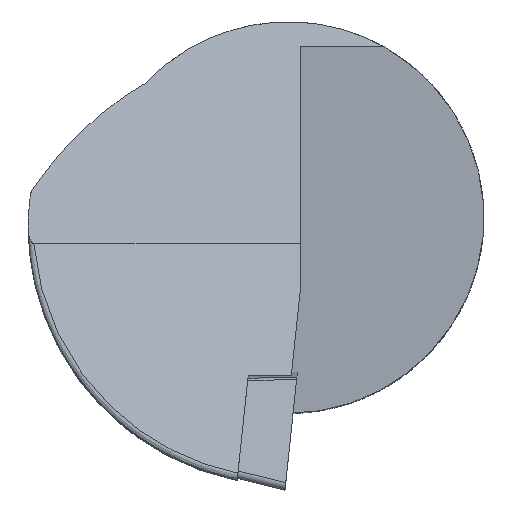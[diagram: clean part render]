
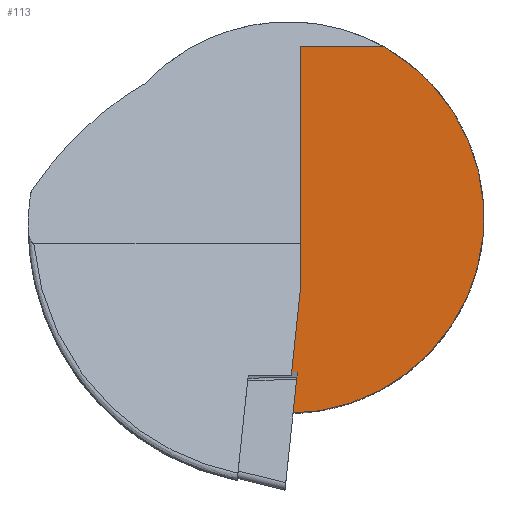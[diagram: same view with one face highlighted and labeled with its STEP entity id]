
A CAD part, top view. The second image highlights one B-rep face of the part: STEP entity #113.
In plain terms, the highlighted planar face has unit normal (0, 0, 1).
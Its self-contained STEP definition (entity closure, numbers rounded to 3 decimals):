
#113=ADVANCED_FACE('',(#240),#184,.T.);
#184=PLANE('',#1524);
#240=FACE_OUTER_BOUND('',#316,.T.);
#316=EDGE_LOOP('',(#674,#675,#676,#677));
#396=CIRCLE('',#1516,16.);
#674=ORIENTED_EDGE('',*,*,#1191,.T.);
#675=ORIENTED_EDGE('',*,*,#1193,.F.);
#676=ORIENTED_EDGE('',*,*,#1197,.F.);
#677=ORIENTED_EDGE('',*,*,#1182,.F.);
#1014=VERTEX_POINT('',#2840);
#1015=VERTEX_POINT('',#2841);
#1019=VERTEX_POINT('',#2855);
#1020=VERTEX_POINT('',#2859);
#1182=EDGE_CURVE('',#1014,#1015,#396,.T.);
#1191=EDGE_CURVE('',#1014,#1019,#1283,.T.);
#1193=EDGE_CURVE('',#1020,#1019,#1285,.T.);
#1197=EDGE_CURVE('',#1015,#1020,#1288,.T.);
#1283=LINE('',#2856,#1367);
#1285=LINE('',#2860,#1369);
#1288=LINE('',#2867,#1372);
#1367=VECTOR('',#1836,1.);
#1369=VECTOR('',#1840,1.);
#1372=VECTOR('',#1847,1.);
#1516=AXIS2_PLACEMENT_3D('',#2839,#1821,#1822);
#1524=AXIS2_PLACEMENT_3D('',#2869,#1850,#1851);
#1821=DIRECTION('',(0.,0.,-1.));
#1822=DIRECTION('',(-1.,0.,0.));
#1836=DIRECTION('',(-1.,0.,0.));
#1840=DIRECTION('',(0.,1.,0.));
#1847=DIRECTION('',(0.105,0.995,0.));
#1850=DIRECTION('',(0.,0.,1.));
#1851=DIRECTION('',(-1.,0.,0.));
#2839=CARTESIAN_POINT('',(0.,0.,12.));
#2840=CARTESIAN_POINT('',(7.746,14.,12.));
#2841=CARTESIAN_POINT('',(-0.072,-16.,12.));
#2855=CARTESIAN_POINT('',(1.,14.,12.));
#2856=CARTESIAN_POINT('',(-37.,14.,12.));
#2859=CARTESIAN_POINT('',(1.,-5.798,12.));
#2860=CARTESIAN_POINT('',(1.,-5.798,12.));
#2867=CARTESIAN_POINT('',(-0.703,-22.,12.));
#2869=CARTESIAN_POINT('',(1.,-22.,12.));
